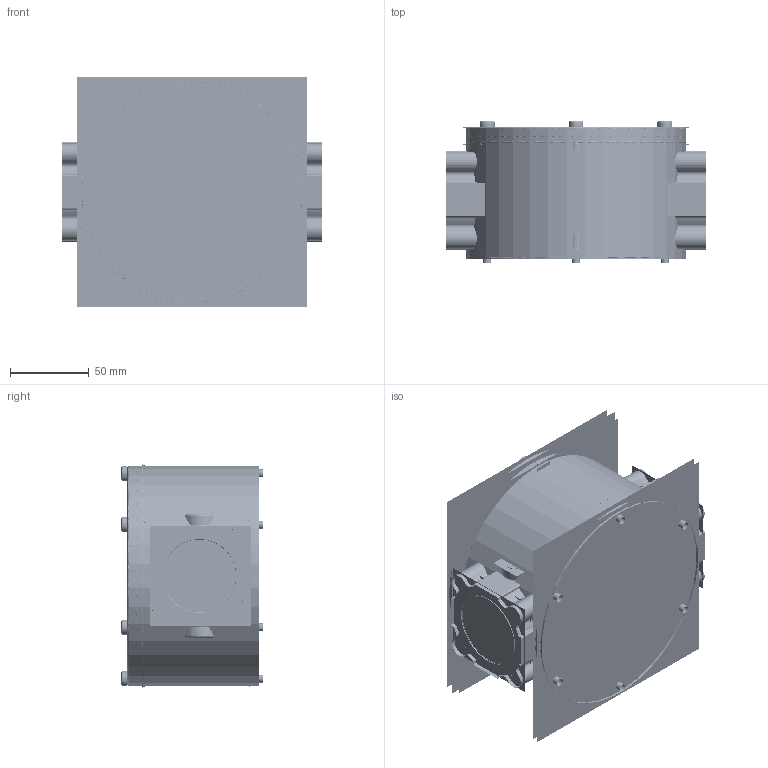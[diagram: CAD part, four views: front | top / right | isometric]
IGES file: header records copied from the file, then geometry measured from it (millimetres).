
Start section:  PTC IGES file: fm060000_b20.igs
Global section: file name: fm060000_b20.igs; native system: Creo Parametric by Parametric Technology Corporation; preprocessor: 2012130; author: Matteo Bolognesi; organization: Unknown; date: 20140505.075752; units: millimetre
Bounding box: 164.84 x 90.12 x 145.72 mm (x, y, z)
Surface area: 982940.9 mm2 (no closed solid volume)
Topology: 0 solids, 0 shells, 3358 faces, 44630 edges, 58805 vertices
Faces by surface type: revolution 2298, bspline 1044, extrusion 16
